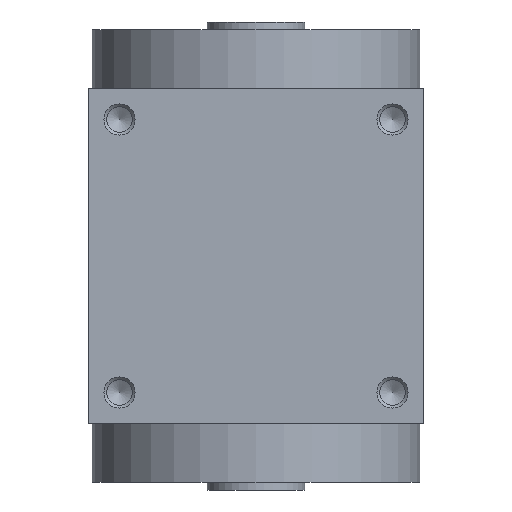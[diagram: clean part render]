
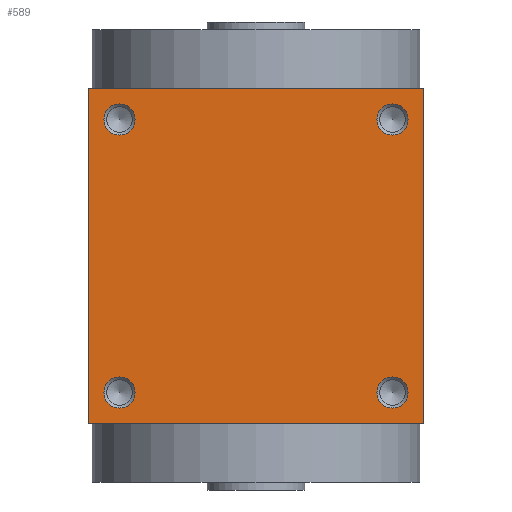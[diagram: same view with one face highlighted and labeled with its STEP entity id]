
A CAD part, left-side view. The second image highlights one B-rep face of the part: STEP entity #589.
In plain terms, the highlighted face is planar.
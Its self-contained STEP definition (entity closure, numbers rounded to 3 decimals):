
#589 = ADVANCED_FACE( '', ( #1414, #1415, #1416, #1417, #1418 ), #1419, .F. );
#1414 = FACE_BOUND( '', #2523, .T. );
#1415 = FACE_BOUND( '', #2524, .T. );
#1416 = FACE_BOUND( '', #2525, .T. );
#1417 = FACE_BOUND( '', #2526, .T. );
#1418 = FACE_OUTER_BOUND( '', #2527, .T. );
#1419 = PLANE( '', #2528 );
#2523 = EDGE_LOOP( '', ( #4124 ) );
#2524 = EDGE_LOOP( '', ( #4125 ) );
#2525 = EDGE_LOOP( '', ( #4126 ) );
#2526 = EDGE_LOOP( '', ( #4127 ) );
#2527 = EDGE_LOOP( '', ( #4128, #4129, #4130, #4131 ) );
#2528 = AXIS2_PLACEMENT_3D( '', #4132, #4133, #4134 );
#4124 = ORIENTED_EDGE( '', *, *, #6115, .F. );
#4125 = ORIENTED_EDGE( '', *, *, #6116, .T. );
#4126 = ORIENTED_EDGE( '', *, *, #6117, .F. );
#4127 = ORIENTED_EDGE( '', *, *, #6010, .T. );
#4128 = ORIENTED_EDGE( '', *, *, #6118, .F. );
#4129 = ORIENTED_EDGE( '', *, *, #5894, .F. );
#4130 = ORIENTED_EDGE( '', *, *, #6119, .F. );
#4131 = ORIENTED_EDGE( '', *, *, #6120, .F. );
#4132 = CARTESIAN_POINT( '', ( 0., 0., -43. ) );
#4133 = DIRECTION( '', ( 0., 0., 1. ) );
#4134 = DIRECTION( '', ( 1., 0., 0. ) );
#5894 = EDGE_CURVE( '', #6995, #6996, #6997, .T. );
#6010 = EDGE_CURVE( '', #7179, #7179, #7180, .T. );
#6115 = EDGE_CURVE( '', #7344, #7344, #7345, .T. );
#6116 = EDGE_CURVE( '', #7346, #7346, #7347, .T. );
#6117 = EDGE_CURVE( '', #7348, #7348, #7349, .T. );
#6118 = EDGE_CURVE( '', #6996, #7350, #7351, .T. );
#6119 = EDGE_CURVE( '', #7352, #6995, #7353, .T. );
#6120 = EDGE_CURVE( '', #7350, #7352, #7354, .T. );
#6995 = VERTEX_POINT( '', #8487 );
#6996 = VERTEX_POINT( '', #8488 );
#6997 = LINE( '', #8489, #8490 );
#7179 = VERTEX_POINT( '', #8761 );
#7180 = CIRCLE( '', #8762, 4. );
#7344 = VERTEX_POINT( '', #8984 );
#7345 = CIRCLE( '', #8985, 4. );
#7346 = VERTEX_POINT( '', #8986 );
#7347 = CIRCLE( '', #8987, 4. );
#7348 = VERTEX_POINT( '', #8988 );
#7349 = CIRCLE( '', #8989, 4. );
#7350 = VERTEX_POINT( '', #8990 );
#7351 = LINE( '', #8991, #8992 );
#7352 = VERTEX_POINT( '', #8993 );
#7353 = LINE( '', #8994, #8995 );
#7354 = LINE( '', #8996, #8997 );
#8487 = CARTESIAN_POINT( '', ( 43., 43., -43. ) );
#8488 = CARTESIAN_POINT( '', ( -43., 43., -43. ) );
#8489 = CARTESIAN_POINT( '', ( 43., 43., -43. ) );
#8490 = VECTOR( '', #10017, 1000. );
#8761 = CARTESIAN_POINT( '', ( 39., -35., -43. ) );
#8762 = AXIS2_PLACEMENT_3D( '', #10149, #10150, #10151 );
#8984 = CARTESIAN_POINT( '', ( -39., 35., -43. ) );
#8985 = AXIS2_PLACEMENT_3D( '', #10270, #10271, #10272 );
#8986 = CARTESIAN_POINT( '', ( 39., 35., -43. ) );
#8987 = AXIS2_PLACEMENT_3D( '', #10273, #10274, #10275 );
#8988 = CARTESIAN_POINT( '', ( -39., -35., -43. ) );
#8989 = AXIS2_PLACEMENT_3D( '', #10276, #10277, #10278 );
#8990 = CARTESIAN_POINT( '', ( -43., -43., -43. ) );
#8991 = CARTESIAN_POINT( '', ( -43., 43., -43. ) );
#8992 = VECTOR( '', #10279, 1000. );
#8993 = CARTESIAN_POINT( '', ( 43., -43., -43. ) );
#8994 = CARTESIAN_POINT( '', ( 43., -43., -43. ) );
#8995 = VECTOR( '', #10280, 1000. );
#8996 = CARTESIAN_POINT( '', ( -43., -43., -43. ) );
#8997 = VECTOR( '', #10281, 1000. );
#10017 = DIRECTION( '', ( -1., 0., 0. ) );
#10149 = CARTESIAN_POINT( '', ( 35., -35., -43. ) );
#10150 = DIRECTION( '', ( 0., 0., 1. ) );
#10151 = DIRECTION( '', ( 1., 0., 0. ) );
#10270 = CARTESIAN_POINT( '', ( -35., 35., -43. ) );
#10271 = DIRECTION( '', ( 0., 0., -1. ) );
#10272 = DIRECTION( '', ( -1., 0., 0. ) );
#10273 = CARTESIAN_POINT( '', ( 35., 35., -43. ) );
#10274 = DIRECTION( '', ( 0., 0., 1. ) );
#10275 = DIRECTION( '', ( 1., 0., 0. ) );
#10276 = CARTESIAN_POINT( '', ( -35., -35., -43. ) );
#10277 = DIRECTION( '', ( 0., 0., -1. ) );
#10278 = DIRECTION( '', ( -1., 0., 0. ) );
#10279 = DIRECTION( '', ( 0., -1., 0. ) );
#10280 = DIRECTION( '', ( 0., 1., 0. ) );
#10281 = DIRECTION( '', ( 1., 0., 0. ) );
